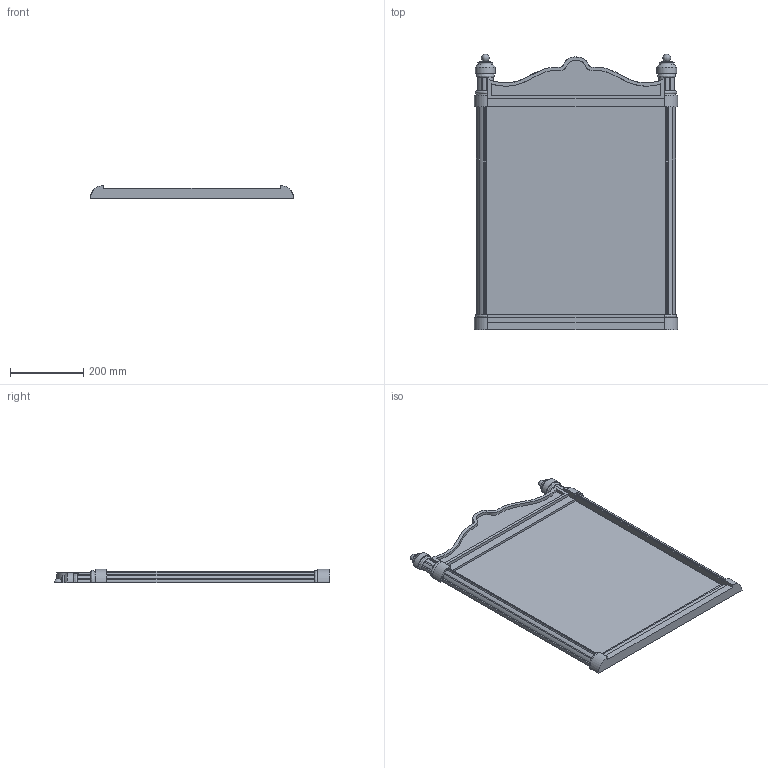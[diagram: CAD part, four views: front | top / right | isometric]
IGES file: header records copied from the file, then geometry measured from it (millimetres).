
Global section: file name: 1E2.1004-A  1E2.1005-A  1E2.1006-AT37T42T47_2; native system: AutoCAD 2016 - English; preprocessor: Autodesk Translation Framework DWG producer (atf_dwg_producer); organization: unknown; date: 20161003.092128; units: millimetre
Bounding box: 553.03 x 750 x 36.5 mm (x, y, z)
Volume: 3218274 mm3; surface area: 1003529.7 mm2
Topology: 5 solids, 5 shells, 183 faces, 504 edges, 336 vertices
Faces by surface type: bspline 183
